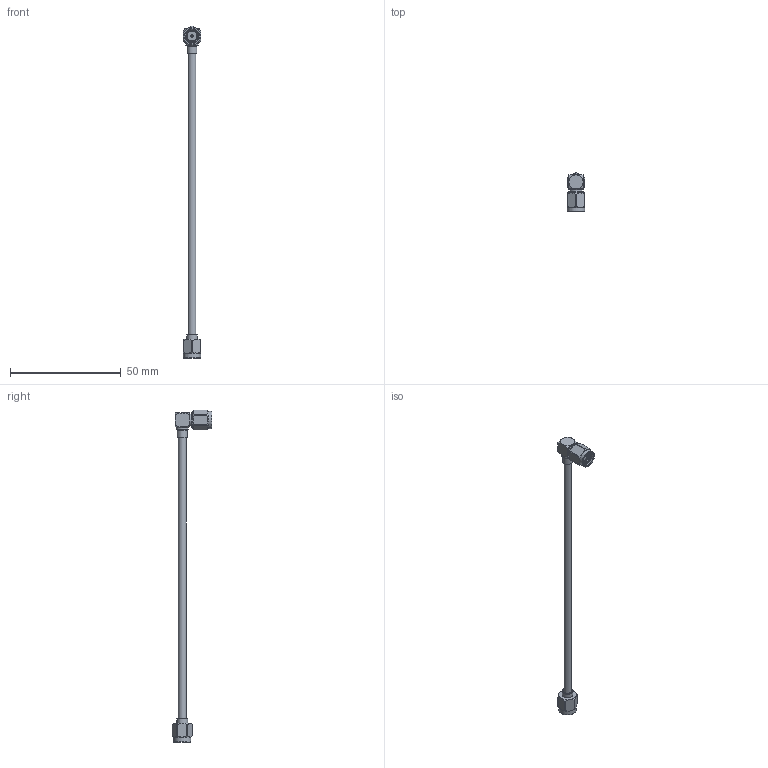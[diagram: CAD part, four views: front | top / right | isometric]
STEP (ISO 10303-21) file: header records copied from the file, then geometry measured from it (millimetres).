
FILE_DESCRIPTION (( 'STEP AP203' ), '1' );
FILE_NAME ('PE3821LF_3D.step', '2022-03-21T22:19:59', ( '' ), ( '' ), 'SwSTEP 2.0', 'SolidWorks 2021', '' );
FILE_SCHEMA (( 'CONFIG_CONTROL_DESIGN' ));
Length unit declared in the file: inch
Products named in the file (4): PE3821LF_3D; PE4112^PE3821LF_2; PE4083^PE3821LF; RG402U^PE3821LF_RG402
Assembly tree (3 placements, depth 2):
  PE3821LF_3D
    RG402U^PE3821LF_RG402
    PE4083^PE3821LF
    PE4112^PE3821LF_2
Bounding box: 8 x 17.84 x 150.08 mm (x, y, z)
Volume: 2336.2 mm3; surface area: 2911.2 mm2
Topology: 4 solids, 4 shells, 274 faces, 923 edges, 574 vertices
Faces by surface type: plane 141, cone 80, cylinder 43, bspline 6, torus 4
Full cylindrical faces by diameter (mm): 0.762 x1, 0.914 x1, 0.94 x1, 1 x1, 1.194 x1, 1.508 x2, 2.794 x1, 3.581 x1, 3.65 x1, 3.708 x1, 4.064 x1, 4.47 x1, 4.572 x2, 4.826 x1, 5.588 x1, 5.835 x1, 6.35 x7, 6.623 x1, 6.851 x1, 7.812 x1, 7.877 x1
Entity records: 12484 total; most frequent: CARTESIAN_POINT 4825, ORIENTED_EDGE 1680, DIRECTION 1310, EDGE_CURVE 840, VERTEX_POINT 543, AXIS2_PLACEMENT_3D 466, VECTOR 378, LINE 378
